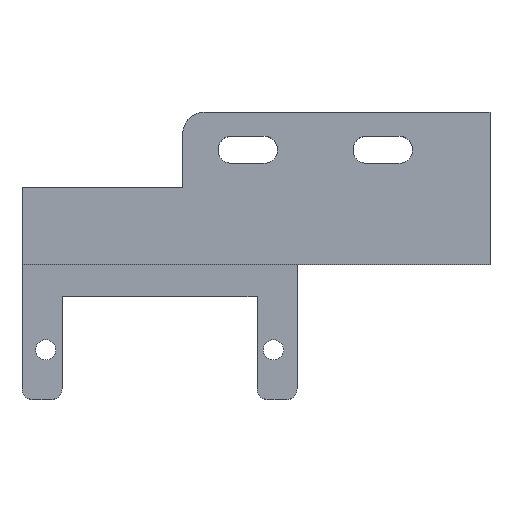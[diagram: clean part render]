
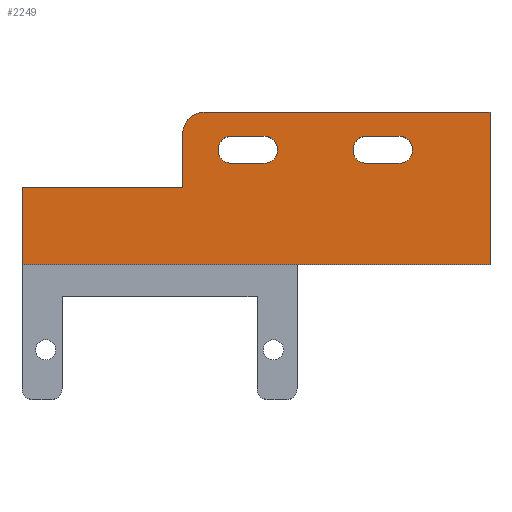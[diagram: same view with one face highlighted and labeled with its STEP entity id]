
A CAD part, top view. The second image highlights one B-rep face of the part: STEP entity #2249.
In plain terms, the highlighted planar face has unit normal (0, 0, 1).
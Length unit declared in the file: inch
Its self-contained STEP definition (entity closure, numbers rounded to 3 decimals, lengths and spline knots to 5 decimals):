
#12 = EDGE_LOOP ( 'NONE', ( #225, #226, #227, #228, #229 ) ) ;
#33 = EDGE_LOOP ( 'NONE', ( #218, #219, #220, #221, #222, #223, #224 ) ) ;
#35 = EDGE_LOOP ( 'NONE', ( #230, #231, #232, #233, #234 ) ) ;
#218 = ORIENTED_EDGE ( 'NONE', *, *, #988, .F. ) ;
#219 = ORIENTED_EDGE ( 'NONE', *, *, #987, .T. ) ;
#220 = ORIENTED_EDGE ( 'NONE', *, *, #983, .F. ) ;
#221 = ORIENTED_EDGE ( 'NONE', *, *, #989, .T. ) ;
#222 = ORIENTED_EDGE ( 'NONE', *, *, #966, .T. ) ;
#223 = ORIENTED_EDGE ( 'NONE', *, *, #984, .T. ) ;
#224 = ORIENTED_EDGE ( 'NONE', *, *, #986, .F. ) ;
#225 = ORIENTED_EDGE ( 'NONE', *, *, #985, .T. ) ;
#226 = ORIENTED_EDGE ( 'NONE', *, *, #991, .T. ) ;
#227 = ORIENTED_EDGE ( 'NONE', *, *, #992, .T. ) ;
#228 = ORIENTED_EDGE ( 'NONE', *, *, #1111, .T. ) ;
#229 = ORIENTED_EDGE ( 'NONE', *, *, #993, .T. ) ;
#230 = ORIENTED_EDGE ( 'NONE', *, *, #990, .T. ) ;
#231 = ORIENTED_EDGE ( 'NONE', *, *, #995, .T. ) ;
#232 = ORIENTED_EDGE ( 'NONE', *, *, #996, .T. ) ;
#233 = ORIENTED_EDGE ( 'NONE', *, *, #1116, .T. ) ;
#234 = ORIENTED_EDGE ( 'NONE', *, *, #997, .T. ) ;
#535 = LINE ( 'NONE', #1471, #540 ) ;
#540 = VECTOR ( 'NONE', #1474, 39.37008 ) ;
#549 = LINE ( 'NONE', #1502, #574 ) ;
#559 = LINE ( 'NONE', #1531, #588 ) ;
#565 = VECTOR ( 'NONE', #2228, 39.37008 ) ;
#572 = LINE ( 'NONE', #2225, #573 ) ;
#573 = VECTOR ( 'NONE', #2226, 39.37008 ) ;
#574 = VECTOR ( 'NONE', #1499, 39.37008 ) ;
#575 = VECTOR ( 'NONE', #1512, 39.37008 ) ;
#576 = LINE ( 'NONE', #1511, #575 ) ;
#577 = LINE ( 'NONE', #2224, #565 ) ;
#578 = CIRCLE ( 'NONE', #1131, 0.06398 ) ;
#579 = VECTOR ( 'NONE', #1519, 39.37008 ) ;
#580 = LINE ( 'NONE', #2303, #582 ) ;
#581 = CIRCLE ( 'NONE', #1132, 0.1 ) ;
#582 = VECTOR ( 'NONE', #1514, 39.37008 ) ;
#583 = VECTOR ( 'NONE', #1524, 39.37008 ) ;
#584 = LINE ( 'NONE', #1523, #583 ) ;
#585 = LINE ( 'NONE', #1510, #579 ) ;
#586 = CIRCLE ( 'NONE', #1130, 0.06398 ) ;
#588 = VECTOR ( 'NONE', #1532, 39.37008 ) ;
#589 = CIRCLE ( 'NONE', #1134, 0.06398 ) ;
#592 = LINE ( 'NONE', #1527, #593 ) ;
#593 = VECTOR ( 'NONE', #1528, 39.37008 ) ;
#596 = CIRCLE ( 'NONE', #1135, 0.06398 ) ;
#782 = CIRCLE ( 'NONE', #1176, 0.06398 ) ;
#791 = CIRCLE ( 'NONE', #1179, 0.06398 ) ;
#833 = FACE_BOUND ( 'NONE', #12, .T. ) ;
#837 = FACE_OUTER_BOUND ( 'NONE', #33, .T. ) ;
#841 = FACE_BOUND ( 'NONE', #35, .T. ) ;
#966 = EDGE_CURVE ( 'NONE', #1355, #1381, #535, .T. ) ;
#983 = EDGE_CURVE ( 'NONE', #1331, #1328, #572, .T. ) ;
#984 = EDGE_CURVE ( 'NONE', #1381, #1367, #549, .T. ) ;
#985 = EDGE_CURVE ( 'NONE', #1354, #1352, #578, .T. ) ;
#986 = EDGE_CURVE ( 'NONE', #1366, #1367, #577, .T. ) ;
#987 = EDGE_CURVE ( 'NONE', #1364, #1328, #581, .T. ) ;
#988 = EDGE_CURVE ( 'NONE', #1364, #1366, #576, .T. ) ;
#989 = EDGE_CURVE ( 'NONE', #1331, #1355, #580, .T. ) ;
#990 = EDGE_CURVE ( 'NONE', #1374, #1359, #586, .T. ) ;
#991 = EDGE_CURVE ( 'NONE', #1352, #1372, #585, .T. ) ;
#992 = EDGE_CURVE ( 'NONE', #1372, #1296, #589, .T. ) ;
#993 = EDGE_CURVE ( 'NONE', #1299, #1354, #584, .T. ) ;
#995 = EDGE_CURVE ( 'NONE', #1359, #1280, #592, .T. ) ;
#996 = EDGE_CURVE ( 'NONE', #1280, #1290, #596, .T. ) ;
#997 = EDGE_CURVE ( 'NONE', #1288, #1374, #559, .T. ) ;
#1111 = EDGE_CURVE ( 'NONE', #1296, #1299, #782, .T. ) ;
#1116 = EDGE_CURVE ( 'NONE', #1290, #1288, #791, .T. ) ;
#1130 = AXIS2_PLACEMENT_3D ( 'NONE', #1513, #1516, #1517 ) ;
#1131 = AXIS2_PLACEMENT_3D ( 'NONE', #2227, #2300, #2301 ) ;
#1132 = AXIS2_PLACEMENT_3D ( 'NONE', #2302, #1508, #1509 ) ;
#1134 = AXIS2_PLACEMENT_3D ( 'NONE', #1518, #1521, #1522 ) ;
#1135 = AXIS2_PLACEMENT_3D ( 'NONE', #1515, #1529, #1530 ) ;
#1176 = AXIS2_PLACEMENT_3D ( 'NONE', #1791, #1804, #1805 ) ;
#1179 = AXIS2_PLACEMENT_3D ( 'NONE', #1800, #1815, #1816 ) ;
#1203 = AXIS2_PLACEMENT_3D ( 'NONE', #2035, #2036, #2037 ) ;
#1280 = VERTEX_POINT ( 'NONE', #1848 ) ;
#1288 = VERTEX_POINT ( 'NONE', #1856 ) ;
#1290 = VERTEX_POINT ( 'NONE', #1858 ) ;
#1296 = VERTEX_POINT ( 'NONE', #1864 ) ;
#1299 = VERTEX_POINT ( 'NONE', #1867 ) ;
#1328 = VERTEX_POINT ( 'NONE', #1896 ) ;
#1331 = VERTEX_POINT ( 'NONE', #1899 ) ;
#1352 = VERTEX_POINT ( 'NONE', #1920 ) ;
#1354 = VERTEX_POINT ( 'NONE', #1922 ) ;
#1355 = VERTEX_POINT ( 'NONE', #1923 ) ;
#1359 = VERTEX_POINT ( 'NONE', #1927 ) ;
#1364 = VERTEX_POINT ( 'NONE', #1932 ) ;
#1366 = VERTEX_POINT ( 'NONE', #1934 ) ;
#1367 = VERTEX_POINT ( 'NONE', #1935 ) ;
#1372 = VERTEX_POINT ( 'NONE', #1940 ) ;
#1374 = VERTEX_POINT ( 'NONE', #1942 ) ;
#1381 = VERTEX_POINT ( 'NONE', #1949 ) ;
#1471 = CARTESIAN_POINT ( 'NONE',  ( -0.41339, 0.70728, 0.55 ) ) ;
#1474 = DIRECTION ( 'NONE',  ( 0., -1., 0. ) ) ;
#1499 = DIRECTION ( 'NONE',  ( 1., 0., 0. ) ) ;
#1502 = CARTESIAN_POINT ( 'NONE',  ( -0.41339, 0.39728, 0.55 ) ) ;
#1508 = DIRECTION ( 'NONE',  ( 0., 0., 1. ) ) ;
#1509 = DIRECTION ( 'NONE',  ( 1., 0., 0. ) ) ;
#1510 = CARTESIAN_POINT ( 'NONE',  ( 1.34508, 0.86831, 0.55 ) ) ;
#1511 = CARTESIAN_POINT ( 'NONE',  ( -0.41339, 1.10728, 0.55 ) ) ;
#1512 = DIRECTION ( 'NONE',  ( 1., 0., 0. ) ) ;
#1513 = CARTESIAN_POINT ( 'NONE',  ( 0.71516, 0.93228, 0.55 ) ) ;
#1514 = DIRECTION ( 'NONE',  ( -1., 0., 0. ) ) ;
#1515 = CARTESIAN_POINT ( 'NONE',  ( 0.56516, 0.93228, 0.55 ) ) ;
#1516 = DIRECTION ( 'NONE',  ( 0., 0., -1. ) ) ;
#1517 = DIRECTION ( 'NONE',  ( 1., 0., 0. ) ) ;
#1518 = CARTESIAN_POINT ( 'NONE',  ( 1.19508, 0.93228, 0.55 ) ) ;
#1519 = DIRECTION ( 'NONE',  ( -1., 0., 0. ) ) ;
#1521 = DIRECTION ( 'NONE',  ( 0., 0., -1. ) ) ;
#1522 = DIRECTION ( 'NONE',  ( 1., 0., 0. ) ) ;
#1523 = CARTESIAN_POINT ( 'NONE',  ( 1.34508, 0.99626, 0.55 ) ) ;
#1524 = DIRECTION ( 'NONE',  ( 1., 0., 0. ) ) ;
#1527 = CARTESIAN_POINT ( 'NONE',  ( 0.71516, 0.86831, 0.55 ) ) ;
#1528 = DIRECTION ( 'NONE',  ( -1., 0., 0. ) ) ;
#1529 = DIRECTION ( 'NONE',  ( 0., 0., -1. ) ) ;
#1530 = DIRECTION ( 'NONE',  ( 1., 0., 0. ) ) ;
#1531 = CARTESIAN_POINT ( 'NONE',  ( 0.71516, 0.99626, 0.55 ) ) ;
#1532 = DIRECTION ( 'NONE',  ( 1., 0., 0. ) ) ;
#1791 = CARTESIAN_POINT ( 'NONE',  ( 1.19508, 0.93228, 0.55 ) ) ;
#1800 = CARTESIAN_POINT ( 'NONE',  ( 0.56516, 0.93228, 0.55 ) ) ;
#1804 = DIRECTION ( 'NONE',  ( 0., 0., -1. ) ) ;
#1805 = DIRECTION ( 'NONE',  ( 1., 0., 0. ) ) ;
#1815 = DIRECTION ( 'NONE',  ( 0., 0., -1. ) ) ;
#1816 = DIRECTION ( 'NONE',  ( 1., 0., 0. ) ) ;
#1848 = CARTESIAN_POINT ( 'NONE',  ( 0.56516, 0.86831, 0.55 ) ) ;
#1856 = CARTESIAN_POINT ( 'NONE',  ( 0.56516, 0.99626, 0.55 ) ) ;
#1858 = CARTESIAN_POINT ( 'NONE',  ( 0.50118, 0.93228, 0.55 ) ) ;
#1864 = CARTESIAN_POINT ( 'NONE',  ( 1.1311, 0.93228, 0.55 ) ) ;
#1867 = CARTESIAN_POINT ( 'NONE',  ( 1.19508, 0.99626, 0.55 ) ) ;
#1896 = CARTESIAN_POINT ( 'NONE',  ( 0.33661, 1.00728, 0.55 ) ) ;
#1899 = CARTESIAN_POINT ( 'NONE',  ( 0.33661, 0.75728, 0.55 ) ) ;
#1920 = CARTESIAN_POINT ( 'NONE',  ( 1.34508, 0.86831, 0.55 ) ) ;
#1922 = CARTESIAN_POINT ( 'NONE',  ( 1.34508, 0.99626, 0.55 ) ) ;
#1923 = CARTESIAN_POINT ( 'NONE',  ( -0.41339, 0.75728, 0.55 ) ) ;
#1927 = CARTESIAN_POINT ( 'NONE',  ( 0.71516, 0.86831, 0.55 ) ) ;
#1932 = CARTESIAN_POINT ( 'NONE',  ( 0.43661, 1.10728, 0.55 ) ) ;
#1934 = CARTESIAN_POINT ( 'NONE',  ( 1.77008, 1.10728, 0.55 ) ) ;
#1935 = CARTESIAN_POINT ( 'NONE',  ( 1.77008, 0.39728, 0.55 ) ) ;
#1940 = CARTESIAN_POINT ( 'NONE',  ( 1.19508, 0.86831, 0.55 ) ) ;
#1942 = CARTESIAN_POINT ( 'NONE',  ( 0.71516, 0.99626, 0.55 ) ) ;
#1949 = CARTESIAN_POINT ( 'NONE',  ( -0.41339, 0.39728, 0.55 ) ) ;
#2034 = PLANE ( 'NONE',  #1203 ) ;
#2035 = CARTESIAN_POINT ( 'NONE',  ( -0.41339, 0.39728, 0.55 ) ) ;
#2036 = DIRECTION ( 'NONE',  ( 0., 0., 1. ) ) ;
#2037 = DIRECTION ( 'NONE',  ( 1., 0., 0. ) ) ;
#2224 = CARTESIAN_POINT ( 'NONE',  ( 1.77008, 1.10728, 0.55 ) ) ;
#2225 = CARTESIAN_POINT ( 'NONE',  ( 0.33661, -0.03329, 0.55 ) ) ;
#2226 = DIRECTION ( 'NONE',  ( 0., 1., 0. ) ) ;
#2227 = CARTESIAN_POINT ( 'NONE',  ( 1.34508, 0.93228, 0.55 ) ) ;
#2228 = DIRECTION ( 'NONE',  ( 0., -1., 0. ) ) ;
#2249 = ADVANCED_FACE ( 'NONE', ( #837, #833, #841 ), #2034, .T. ) ;
#2300 = DIRECTION ( 'NONE',  ( 0., 0., -1. ) ) ;
#2301 = DIRECTION ( 'NONE',  ( 1., 0., 0. ) ) ;
#2302 = CARTESIAN_POINT ( 'NONE',  ( 0.43661, 1.00728, 0.55 ) ) ;
#2303 = CARTESIAN_POINT ( 'NONE',  ( -0.41339, 0.75728, 0.55 ) ) ;
